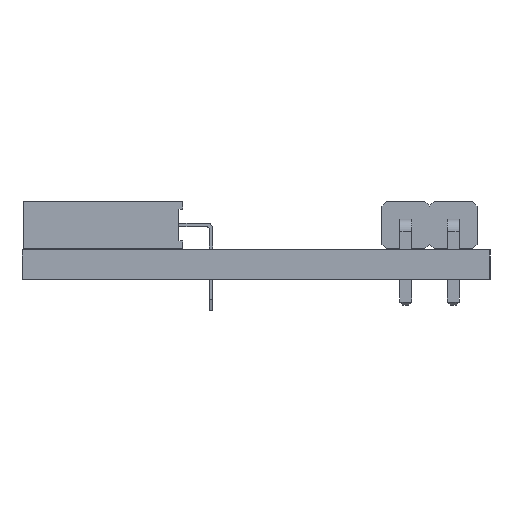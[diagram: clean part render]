
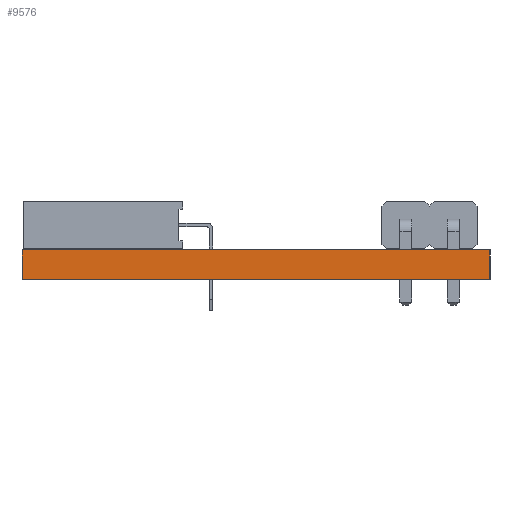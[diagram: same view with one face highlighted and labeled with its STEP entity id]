
A CAD part, left-side view. The second image highlights one B-rep face of the part: STEP entity #9576.
In plain terms, the highlighted planar face has unit normal (-1, 0, 0).
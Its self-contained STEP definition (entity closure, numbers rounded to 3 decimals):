
#9395 = PLANE('',#9396);
#9396 = AXIS2_PLACEMENT_3D('',#9397,#9398,#9399);
#9397 = CARTESIAN_POINT('',(50.,-50.,0.));
#9398 = DIRECTION('',(0.,-1.,0.));
#9399 = DIRECTION('',(-1.,0.,0.));
#9420 = VERTEX_POINT('',#9421);
#9421 = CARTESIAN_POINT('',(25.,-50.,1.6));
#9435 = PLANE('',#9436);
#9436 = AXIS2_PLACEMENT_3D('',#9437,#9438,#9439);
#9437 = CARTESIAN_POINT('',(37.5,-37.5,1.6));
#9438 = DIRECTION('',(-0.,-0.,-1.));
#9439 = DIRECTION('',(-1.,0.,0.));
#9447 = EDGE_CURVE('',#9448,#9420,#9450,.T.);
#9448 = VERTEX_POINT('',#9449);
#9449 = CARTESIAN_POINT('',(25.,-50.,0.));
#9450 = SURFACE_CURVE('',#9451,(#9455,#9462),.PCURVE_S1.);
#9451 = LINE('',#9452,#9453);
#9452 = CARTESIAN_POINT('',(25.,-50.,0.));
#9453 = VECTOR('',#9454,1.);
#9454 = DIRECTION('',(0.,0.,1.));
#9455 = PCURVE('',#9395,#9456);
#9456 = DEFINITIONAL_REPRESENTATION('',(#9457),#9461);
#9457 = LINE('',#9458,#9459);
#9458 = CARTESIAN_POINT('',(25.,0.));
#9459 = VECTOR('',#9460,1.);
#9460 = DIRECTION('',(0.,-1.));
#9461 = ( GEOMETRIC_REPRESENTATION_CONTEXT(2) 
PARAMETRIC_REPRESENTATION_CONTEXT() REPRESENTATION_CONTEXT('2D SPACE',''
  ) );
#9462 = PCURVE('',#9463,#9468);
#9463 = PLANE('',#9464);
#9464 = AXIS2_PLACEMENT_3D('',#9465,#9466,#9467);
#9465 = CARTESIAN_POINT('',(25.,-50.,0.));
#9466 = DIRECTION('',(-1.,0.,0.));
#9467 = DIRECTION('',(0.,1.,0.));
#9468 = DEFINITIONAL_REPRESENTATION('',(#9469),#9473);
#9469 = LINE('',#9470,#9471);
#9470 = CARTESIAN_POINT('',(0.,0.));
#9471 = VECTOR('',#9472,1.);
#9472 = DIRECTION('',(0.,-1.));
#9473 = ( GEOMETRIC_REPRESENTATION_CONTEXT(2) 
PARAMETRIC_REPRESENTATION_CONTEXT() REPRESENTATION_CONTEXT('2D SPACE',''
  ) );
#9489 = PLANE('',#9490);
#9490 = AXIS2_PLACEMENT_3D('',#9491,#9492,#9493);
#9491 = CARTESIAN_POINT('',(37.5,-37.5,0.));
#9492 = DIRECTION('',(-0.,-0.,-1.));
#9493 = DIRECTION('',(-1.,0.,0.));
#9522 = PLANE('',#9523);
#9523 = AXIS2_PLACEMENT_3D('',#9524,#9525,#9526);
#9524 = CARTESIAN_POINT('',(25.,-25.,0.));
#9525 = DIRECTION('',(0.,1.,0.));
#9526 = DIRECTION('',(1.,0.,0.));
#9576 = ADVANCED_FACE('',(#9577),#9463,.T.);
#9577 = FACE_BOUND('',#9578,.T.);
#9578 = EDGE_LOOP('',(#9579,#9580,#9603,#9626));
#9579 = ORIENTED_EDGE('',*,*,#9447,.T.);
#9580 = ORIENTED_EDGE('',*,*,#9581,.T.);
#9581 = EDGE_CURVE('',#9420,#9582,#9584,.T.);
#9582 = VERTEX_POINT('',#9583);
#9583 = CARTESIAN_POINT('',(25.,-25.,1.6));
#9584 = SURFACE_CURVE('',#9585,(#9589,#9596),.PCURVE_S1.);
#9585 = LINE('',#9586,#9587);
#9586 = CARTESIAN_POINT('',(25.,-50.,1.6));
#9587 = VECTOR('',#9588,1.);
#9588 = DIRECTION('',(0.,1.,0.));
#9589 = PCURVE('',#9463,#9590);
#9590 = DEFINITIONAL_REPRESENTATION('',(#9591),#9595);
#9591 = LINE('',#9592,#9593);
#9592 = CARTESIAN_POINT('',(0.,-1.6));
#9593 = VECTOR('',#9594,1.);
#9594 = DIRECTION('',(1.,0.));
#9595 = ( GEOMETRIC_REPRESENTATION_CONTEXT(2) 
PARAMETRIC_REPRESENTATION_CONTEXT() REPRESENTATION_CONTEXT('2D SPACE',''
  ) );
#9596 = PCURVE('',#9435,#9597);
#9597 = DEFINITIONAL_REPRESENTATION('',(#9598),#9602);
#9598 = LINE('',#9599,#9600);
#9599 = CARTESIAN_POINT('',(12.5,-12.5));
#9600 = VECTOR('',#9601,1.);
#9601 = DIRECTION('',(0.,1.));
#9602 = ( GEOMETRIC_REPRESENTATION_CONTEXT(2) 
PARAMETRIC_REPRESENTATION_CONTEXT() REPRESENTATION_CONTEXT('2D SPACE',''
  ) );
#9603 = ORIENTED_EDGE('',*,*,#9604,.F.);
#9604 = EDGE_CURVE('',#9605,#9582,#9607,.T.);
#9605 = VERTEX_POINT('',#9606);
#9606 = CARTESIAN_POINT('',(25.,-25.,0.));
#9607 = SURFACE_CURVE('',#9608,(#9612,#9619),.PCURVE_S1.);
#9608 = LINE('',#9609,#9610);
#9609 = CARTESIAN_POINT('',(25.,-25.,0.));
#9610 = VECTOR('',#9611,1.);
#9611 = DIRECTION('',(0.,0.,1.));
#9612 = PCURVE('',#9463,#9613);
#9613 = DEFINITIONAL_REPRESENTATION('',(#9614),#9618);
#9614 = LINE('',#9615,#9616);
#9615 = CARTESIAN_POINT('',(25.,0.));
#9616 = VECTOR('',#9617,1.);
#9617 = DIRECTION('',(0.,-1.));
#9618 = ( GEOMETRIC_REPRESENTATION_CONTEXT(2) 
PARAMETRIC_REPRESENTATION_CONTEXT() REPRESENTATION_CONTEXT('2D SPACE',''
  ) );
#9619 = PCURVE('',#9522,#9620);
#9620 = DEFINITIONAL_REPRESENTATION('',(#9621),#9625);
#9621 = LINE('',#9622,#9623);
#9622 = CARTESIAN_POINT('',(0.,0.));
#9623 = VECTOR('',#9624,1.);
#9624 = DIRECTION('',(0.,-1.));
#9625 = ( GEOMETRIC_REPRESENTATION_CONTEXT(2) 
PARAMETRIC_REPRESENTATION_CONTEXT() REPRESENTATION_CONTEXT('2D SPACE',''
  ) );
#9626 = ORIENTED_EDGE('',*,*,#9627,.F.);
#9627 = EDGE_CURVE('',#9448,#9605,#9628,.T.);
#9628 = SURFACE_CURVE('',#9629,(#9633,#9640),.PCURVE_S1.);
#9629 = LINE('',#9630,#9631);
#9630 = CARTESIAN_POINT('',(25.,-50.,0.));
#9631 = VECTOR('',#9632,1.);
#9632 = DIRECTION('',(0.,1.,0.));
#9633 = PCURVE('',#9463,#9634);
#9634 = DEFINITIONAL_REPRESENTATION('',(#9635),#9639);
#9635 = LINE('',#9636,#9637);
#9636 = CARTESIAN_POINT('',(0.,0.));
#9637 = VECTOR('',#9638,1.);
#9638 = DIRECTION('',(1.,0.));
#9639 = ( GEOMETRIC_REPRESENTATION_CONTEXT(2) 
PARAMETRIC_REPRESENTATION_CONTEXT() REPRESENTATION_CONTEXT('2D SPACE',''
  ) );
#9640 = PCURVE('',#9489,#9641);
#9641 = DEFINITIONAL_REPRESENTATION('',(#9642),#9646);
#9642 = LINE('',#9643,#9644);
#9643 = CARTESIAN_POINT('',(12.5,-12.5));
#9644 = VECTOR('',#9645,1.);
#9645 = DIRECTION('',(0.,1.));
#9646 = ( GEOMETRIC_REPRESENTATION_CONTEXT(2) 
PARAMETRIC_REPRESENTATION_CONTEXT() REPRESENTATION_CONTEXT('2D SPACE',''
  ) );
